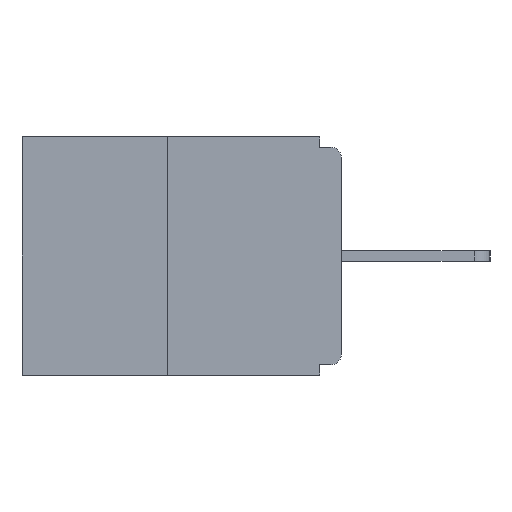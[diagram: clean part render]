
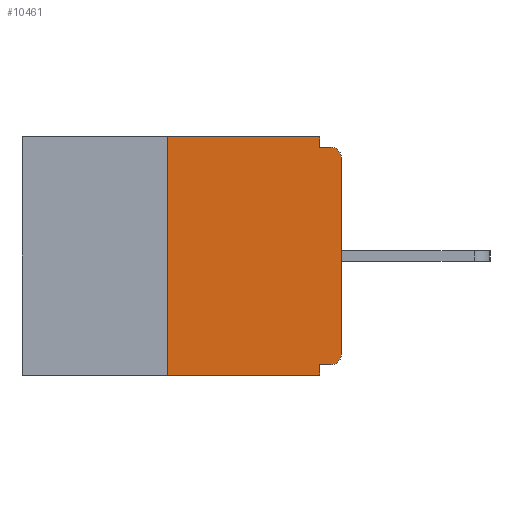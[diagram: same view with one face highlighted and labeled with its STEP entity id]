
A CAD part, left-side view. The second image highlights one B-rep face of the part: STEP entity #10461.
In plain terms, the highlighted planar face has unit normal (-1, 0, 0).
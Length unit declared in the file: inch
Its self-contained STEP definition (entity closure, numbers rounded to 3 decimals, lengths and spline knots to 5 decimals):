
#91 = EDGE_CURVE ( 'NONE', #2404, #13864, #339, .T. ) ;
#135 = CARTESIAN_POINT ( 'NONE',  ( 0., 0.25, 0. ) ) ;
#339 = LINE ( 'NONE', #14487, #5500 ) ;
#673 = CARTESIAN_POINT ( 'NONE',  ( 0., 0.031, -0.343 ) ) ;
#709 = CARTESIAN_POINT ( 'NONE',  ( 0., 0., -0.015 ) ) ;
#914 = VECTOR ( 'NONE', #15155, 39.37008 ) ;
#1176 = EDGE_CURVE ( 'NONE', #9776, #14351, #8655, .T. ) ;
#1474 = EDGE_CURVE ( 'NONE', #19762, #9874, #7624, .T. ) ;
#1764 = CARTESIAN_POINT ( 'NONE',  ( 0., 0., -0.328 ) ) ;
#1767 = CARTESIAN_POINT ( 'NONE',  ( 0., 0.015, -0.328 ) ) ;
#1775 = CARTESIAN_POINT ( 'NONE',  ( 0., 0.031, 0. ) ) ;
#1902 = CARTESIAN_POINT ( 'NONE',  ( 0., 0.25, -0.343 ) ) ;
#2018 = LINE ( 'NONE', #2116, #15003 ) ;
#2116 = CARTESIAN_POINT ( 'NONE',  ( 0., 0.031, 0. ) ) ;
#2154 = EDGE_CURVE ( 'NONE', #4871, #12448, #13322, .T. ) ;
#2404 = VERTEX_POINT ( 'NONE', #16162 ) ;
#2421 = EDGE_CURVE ( 'NONE', #13864, #14402, #2018, .T. ) ;
#3914 = CARTESIAN_POINT ( 'NONE',  ( 0., 0.015, -0.313 ) ) ;
#4198 = AXIS2_PLACEMENT_3D ( 'NONE', #10643, #6129, #15249 ) ;
#4291 = AXIS2_PLACEMENT_3D ( 'NONE', #8435, #9961, #6978 ) ;
#4763 = DIRECTION ( 'NONE',  ( 0., 0., 1. ) ) ;
#4871 = VERTEX_POINT ( 'NONE', #1902 ) ;
#5127 = CARTESIAN_POINT ( 'NONE',  ( 0., 0.031, -0.015 ) ) ;
#5191 = ORIENTED_EDGE ( 'NONE', *, *, #1176, .T. ) ;
#5265 = EDGE_CURVE ( 'NONE', #19762, #9776, #13902, .T. ) ;
#5348 = LINE ( 'NONE', #709, #13124 ) ;
#5408 = LINE ( 'NONE', #673, #7502 ) ;
#5500 = VECTOR ( 'NONE', #12968, 39.37008 ) ;
#6129 = DIRECTION ( 'NONE',  ( 1., 0., 0. ) ) ;
#6978 = DIRECTION ( 'NONE',  ( 0., 0., -1. ) ) ;
#7479 = ORIENTED_EDGE ( 'NONE', *, *, #19590, .F. ) ;
#7502 = VECTOR ( 'NONE', #12905, 39.37008 ) ;
#7624 = LINE ( 'NONE', #1764, #7643 ) ;
#7643 = VECTOR ( 'NONE', #11207, 39.37008 ) ;
#8435 = CARTESIAN_POINT ( 'NONE',  ( 0., 0.015, -0.03 ) ) ;
#8555 = CARTESIAN_POINT ( 'NONE',  ( 0., 0., 0. ) ) ;
#8655 = LINE ( 'NONE', #8555, #18204 ) ;
#9098 = VERTEX_POINT ( 'NONE', #15247 ) ;
#9414 = PLANE ( 'NONE',  #4198 ) ;
#9628 = EDGE_CURVE ( 'NONE', #4871, #2404, #9678, .T. ) ;
#9678 = LINE ( 'NONE', #135, #11379 ) ;
#9776 = VERTEX_POINT ( 'NONE', #16134 ) ;
#9874 = VERTEX_POINT ( 'NONE', #10285 ) ;
#9961 = DIRECTION ( 'NONE',  ( -1., 0., 0. ) ) ;
#10285 = CARTESIAN_POINT ( 'NONE',  ( 0., 0.031, -0.328 ) ) ;
#10461 = ADVANCED_FACE ( 'NONE', ( #20175 ), #9414, .F. ) ;
#10643 = CARTESIAN_POINT ( 'NONE',  ( 0., 0.46, 0. ) ) ;
#11147 = ORIENTED_EDGE ( 'NONE', *, *, #91, .F. ) ;
#11207 = DIRECTION ( 'NONE',  ( 0., 1., 0. ) ) ;
#11256 = DIRECTION ( 'NONE',  ( 0., 0., -1. ) ) ;
#11379 = VECTOR ( 'NONE', #4763, 39.37008 ) ;
#11801 = CARTESIAN_POINT ( 'NONE',  ( 0., 0.46, -0.343 ) ) ;
#11816 = DIRECTION ( 'NONE',  ( -1., 0., 0. ) ) ;
#12427 = ORIENTED_EDGE ( 'NONE', *, *, #14438, .F. ) ;
#12448 = VERTEX_POINT ( 'NONE', #17869 ) ;
#12811 = EDGE_CURVE ( 'NONE', #14351, #9098, #17683, .T. ) ;
#12832 = EDGE_LOOP ( 'NONE', ( #11147, #17297, #15373, #7479, #18013, #12841, #5191, #12844, #12427, #18062 ) ) ;
#12841 = ORIENTED_EDGE ( 'NONE', *, *, #5265, .T. ) ;
#12844 = ORIENTED_EDGE ( 'NONE', *, *, #12811, .T. ) ;
#12905 = DIRECTION ( 'NONE',  ( 0., 0., -1. ) ) ;
#12940 = DIRECTION ( 'NONE',  ( 0., 0., -1. ) ) ;
#12968 = DIRECTION ( 'NONE',  ( 0., -1., 0. ) ) ;
#13124 = VECTOR ( 'NONE', #14858, 39.37008 ) ;
#13322 = LINE ( 'NONE', #11801, #914 ) ;
#13864 = VERTEX_POINT ( 'NONE', #1775 ) ;
#13902 = CIRCLE ( 'NONE', #16831, 0.015 ) ;
#14351 = VERTEX_POINT ( 'NONE', #17323 ) ;
#14402 = VERTEX_POINT ( 'NONE', #5127 ) ;
#14438 = EDGE_CURVE ( 'NONE', #14402, #9098, #5348, .T. ) ;
#14487 = CARTESIAN_POINT ( 'NONE',  ( 0., 0.46, 0. ) ) ;
#14858 = DIRECTION ( 'NONE',  ( 0., -1., 0. ) ) ;
#14894 = DIRECTION ( 'NONE',  ( 0., 0., 1. ) ) ;
#15003 = VECTOR ( 'NONE', #11256, 39.37008 ) ;
#15155 = DIRECTION ( 'NONE',  ( 0., -1., 0. ) ) ;
#15247 = CARTESIAN_POINT ( 'NONE',  ( 0., 0.015, -0.015 ) ) ;
#15249 = DIRECTION ( 'NONE',  ( 0., 0., -1. ) ) ;
#15373 = ORIENTED_EDGE ( 'NONE', *, *, #2154, .T. ) ;
#16134 = CARTESIAN_POINT ( 'NONE',  ( 0., 0., -0.313 ) ) ;
#16162 = CARTESIAN_POINT ( 'NONE',  ( 0., 0.25, 0. ) ) ;
#16831 = AXIS2_PLACEMENT_3D ( 'NONE', #3914, #11816, #12940 ) ;
#17297 = ORIENTED_EDGE ( 'NONE', *, *, #9628, .F. ) ;
#17323 = CARTESIAN_POINT ( 'NONE',  ( 0., 0., -0.03 ) ) ;
#17683 = CIRCLE ( 'NONE', #4291, 0.015 ) ;
#17869 = CARTESIAN_POINT ( 'NONE',  ( 0., 0.031, -0.343 ) ) ;
#18013 = ORIENTED_EDGE ( 'NONE', *, *, #1474, .F. ) ;
#18062 = ORIENTED_EDGE ( 'NONE', *, *, #2421, .F. ) ;
#18204 = VECTOR ( 'NONE', #14894, 39.37008 ) ;
#19590 = EDGE_CURVE ( 'NONE', #9874, #12448, #5408, .T. ) ;
#19762 = VERTEX_POINT ( 'NONE', #1767 ) ;
#20175 = FACE_OUTER_BOUND ( 'NONE', #12832, .T. ) ;
